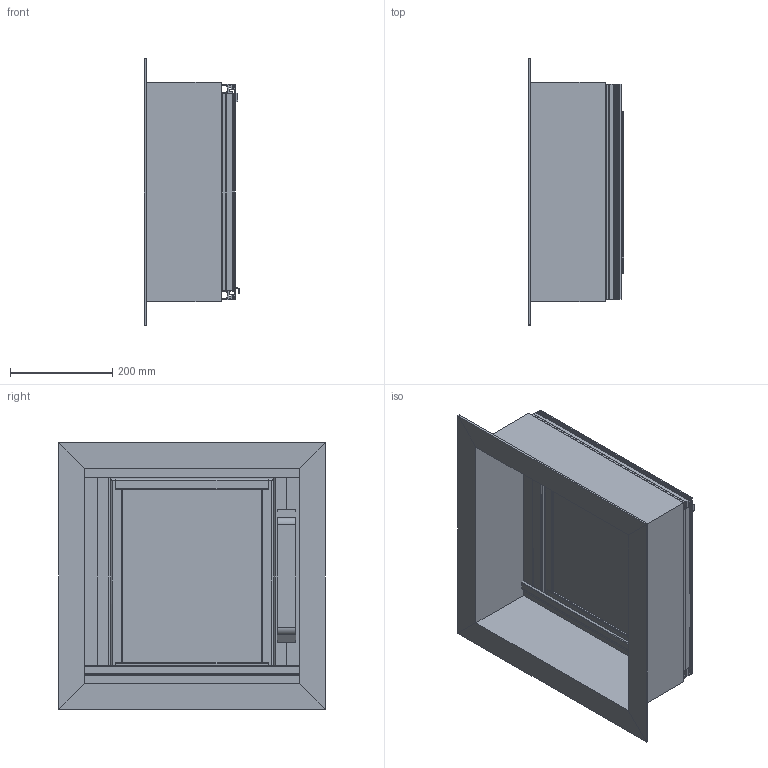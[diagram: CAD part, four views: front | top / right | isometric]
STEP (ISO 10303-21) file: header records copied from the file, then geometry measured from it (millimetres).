
FILE_DESCRIPTION(/* description */ (''),/* implementation_level */ '2;1');
FILE_NAME(/* name */ 'S9-iVt-05-420x420.stp',/* time_stamp */ '2019-08-06T14:42:08+02:00',/* author */ ('t.anca'),/* organization */ (''),/* preprocessor_version */ 'ST-DEVELOPER v16.13',/* originating_system */ 'Autodesk Inventor 2018',/* authorisation */ '');
FILE_SCHEMA (('AUTOMOTIVE_DESIGN { 1 0 10303 214 3 1 1 }'));
Length unit declared in the file: millimetre
Products named in the file (36): Rahmen-420x420; A-Profil-unten; Alu-Profil-Aprofil-unten; Thermischetraenung-A-Ptrofil; ZSB-B-Profil; ZSB-B-Profil-DINL; Profil-B-05; Alu-Profil; Thermischetraenung; Beschlag-Profil; Alu-Profil-Beschlag; Thermischetraenung-Profil-Beschlag; S9-iVt-05-1-Lamelle; Glassumfassung--1-Lamelle; Glasumfasung-Alu-Profil; Glasumfassung-Thermo-Profil; Glasumfassung-1-Lamelle-Dichtung; Clip-1-Lamelle; Clip-Alu-Profil; Clip-Thermo; Clip-Dichtung; Glasumfassung-oben; Glasumfassung-oben-Alu-profil; Glasumfassung-oben-Thermo; Glasumfassung-oben-Dichtung; Paneele; Alu-Teile-Paneele; Sandwich-Paneele; Drehlager; LAH 65; Winkelrahmen-420x420; Support; Winkel-oben; Winkel-rechts; Winkel-rechts_MIR; Winkel-oben_MIR
Assembly tree (40 placements, depth 4):
  Rahmen-420x420
    A-Profil-unten  x2
      Alu-Profil-Aprofil-unten
      Thermischetraenung-A-Ptrofil
    ZSB-B-Profil
      Profil-B-05
        Alu-Profil
        Thermischetraenung
      Beschlag-Profil
        Alu-Profil-Beschlag
        Thermischetraenung-Profil-Beschlag
    ZSB-B-Profil-DINL
      Profil-B-05
        Alu-Profil
        Thermischetraenung
      Beschlag-Profil
        Alu-Profil-Beschlag
        Thermischetraenung-Profil-Beschlag
    S9-iVt-05-1-Lamelle
      Glassumfassung--1-Lamelle
        Glasumfasung-Alu-Profil
        Glasumfassung-Thermo-Profil
        Glasumfassung-1-Lamelle-Dichtung
      Clip-1-Lamelle  x2
        Clip-Alu-Profil
        Clip-Thermo
        Clip-Dichtung
      Glasumfassung-oben
        Glasumfassung-oben-Alu-profil
        Glasumfassung-oben-Thermo
        Glasumfassung-oben-Dichtung
      Paneele
        Alu-Teile-Paneele
        Sandwich-Paneele
      Drehlager  x2
    LAH 65
    Winkelrahmen-420x420
      Support
      Winkel-oben
      Winkel-rechts
      Winkel-rechts_MIR
      Winkel-oben_MIR
Bounding box: 185.73 x 520 x 520 mm (x, y, z)
Volume: 6663602 mm3; surface area: 2630907.9 mm2
Topology: 54 solids, 54 shells, 2269 faces, 6483 edges, 4326 vertices
Faces by surface type: plane 1301, cylinder 968
Full cylindrical faces by diameter (mm): 3.5 x2, 30 x2
Entity records: 43024 total; most frequent: CARTESIAN_POINT 7633, DIRECTION 7332, ORIENTED_EDGE 7212, EDGE_CURVE 3606, LINE 2530, VECTOR 2530, VERTEX_POINT 2404, AXIS2_PLACEMENT_3D 2401
